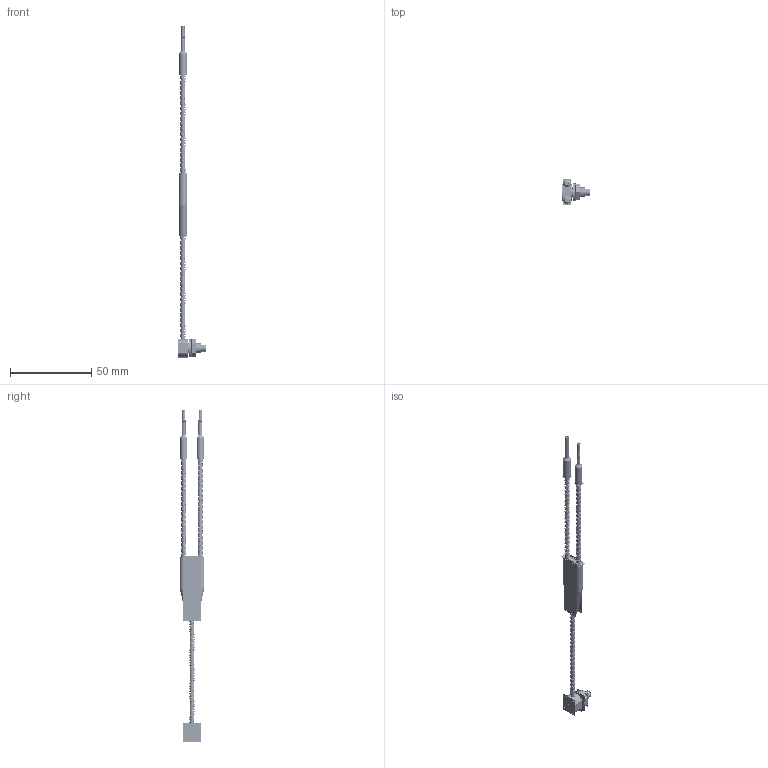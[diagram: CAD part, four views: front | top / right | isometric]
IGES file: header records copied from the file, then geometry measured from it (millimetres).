
Start section:  PTC IGES file: 161865.igs
Global section: file name: 161865.igs; native system: Pro/ENGINEER by Parametric Technology Corporation; preprocessor: 2009141; author: banengservice; organization: Unknown; date: 20120224.091157; units: millimetre
Bounding box: 17.39 x 15.86 x 204.46 mm (x, y, z)
Volume: 2981.7 mm3; surface area: 48392.2 mm2
Topology: 9 solids, 10 shells, 2316 faces, 11214 edges, 14239 vertices
Faces by surface type: revolution 1746, bspline 570
